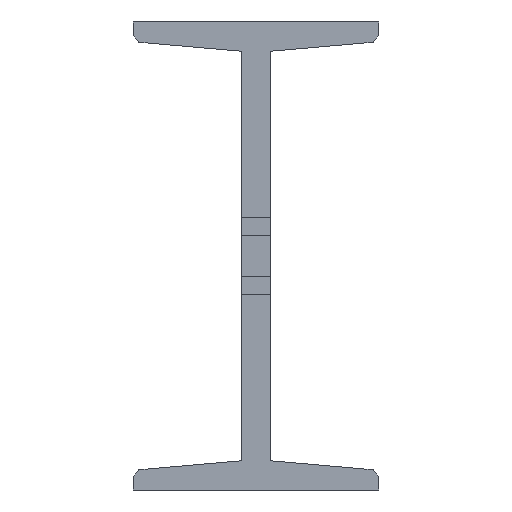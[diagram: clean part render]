
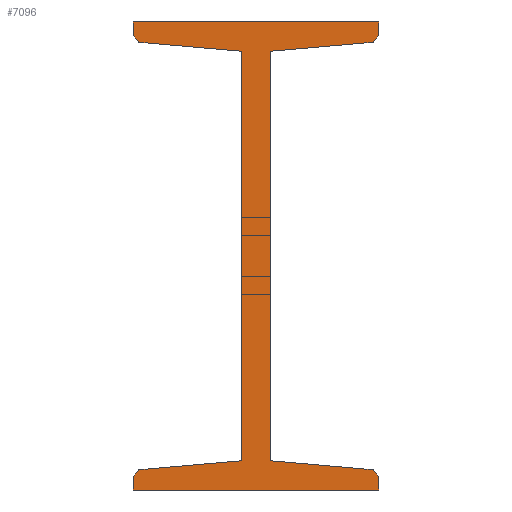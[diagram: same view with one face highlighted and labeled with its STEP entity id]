
A CAD part, front view. The second image highlights one B-rep face of the part: STEP entity #7096.
In plain terms, the highlighted planar face has unit normal (0, -1, 0).
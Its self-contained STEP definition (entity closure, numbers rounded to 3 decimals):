
#1=DIRECTION('',(0.,0.,1.));
#2=VECTOR('',#1,2.381);
#3=CARTESIAN_POINT('',(-21.,0.,-40.));
#4=LINE('',#3,#2);
#5=DIRECTION('',(0.996,0.,0.087));
#6=VECTOR('',#5,17.571);
#7=CARTESIAN_POINT('',(-20.004,0.,-36.531));
#8=LINE('',#7,#6);
#9=DIRECTION('',(0.,0.,1.));
#10=VECTOR('',#9,70.);
#11=CARTESIAN_POINT('',(-2.5,0.,-35.));
#12=LINE('',#11,#10);
#13=DIRECTION('',(-0.996,0.,0.087));
#14=VECTOR('',#13,17.571);
#15=CARTESIAN_POINT('',(-2.5,0.,35.));
#16=LINE('',#15,#14);
#17=DIRECTION('',(0.,0.,1.));
#18=VECTOR('',#17,2.381);
#19=CARTESIAN_POINT('',(-21.,0.,37.619));
#20=LINE('',#19,#18);
#21=DIRECTION('',(1.,0.,0.));
#22=VECTOR('',#21,42.);
#23=CARTESIAN_POINT('',(-21.,0.,40.));
#24=LINE('',#23,#22);
#25=DIRECTION('',(0.,0.,-1.));
#26=VECTOR('',#25,2.381);
#27=CARTESIAN_POINT('',(21.,0.,40.));
#28=LINE('',#27,#26);
#29=DIRECTION('',(-0.996,0.,-0.087));
#30=VECTOR('',#29,17.571);
#31=CARTESIAN_POINT('',(20.004,0.,36.531));
#32=LINE('',#31,#30);
#33=DIRECTION('',(0.,0.,-1.));
#34=VECTOR('',#33,70.);
#35=CARTESIAN_POINT('',(2.5,0.,35.));
#36=LINE('',#35,#34);
#37=DIRECTION('',(0.996,0.,-0.087));
#38=VECTOR('',#37,17.571);
#39=CARTESIAN_POINT('',(2.5,0.,-35.));
#40=LINE('',#39,#38);
#41=DIRECTION('',(0.,0.,-1.));
#42=VECTOR('',#41,2.381);
#43=CARTESIAN_POINT('',(21.,0.,-37.619));
#44=LINE('',#43,#42);
#45=DIRECTION('',(-1.,0.,0.));
#46=VECTOR('',#45,42.);
#47=CARTESIAN_POINT('',(21.,0.,-40.));
#48=LINE('',#47,#46);
#61=DIRECTION('',(-0.676,0.,0.737));
#62=VECTOR('',#61,1.475);
#63=CARTESIAN_POINT('',(21.,0.,-37.619));
#64=LINE('',#63,#62);
#1885=DIRECTION('',(0.676,0.,0.737));
#1886=VECTOR('',#1885,1.475);
#1887=CARTESIAN_POINT('',(20.004,0.,36.531));
#1888=LINE('',#1887,#1886);
#1909=DIRECTION('',(0.676,0.,-0.737));
#1910=VECTOR('',#1909,1.475);
#1911=CARTESIAN_POINT('',(-21.,0.,37.619));
#1912=LINE('',#1911,#1910);
#3733=DIRECTION('',(-0.676,0.,-0.737));
#3734=VECTOR('',#3733,1.475);
#3735=CARTESIAN_POINT('',(-20.004,0.,-36.531));
#3736=LINE('',#3735,#3734);
#5393=CARTESIAN_POINT('',(-21.,0.,40.));
#5394=CARTESIAN_POINT('',(21.,0.,40.));
#5395=VERTEX_POINT('',#5393);
#5396=VERTEX_POINT('',#5394);
#5397=CARTESIAN_POINT('',(21.,0.,-40.));
#5398=CARTESIAN_POINT('',(-21.,0.,-40.));
#5399=VERTEX_POINT('',#5397);
#5400=VERTEX_POINT('',#5398);
#5409=CARTESIAN_POINT('',(2.5,0.,-35.));
#5411=VERTEX_POINT('',#5409);
#5413=CARTESIAN_POINT('',(-2.5,0.,-35.));
#5415=VERTEX_POINT('',#5413);
#5417=CARTESIAN_POINT('',(2.5,0.,35.));
#5419=VERTEX_POINT('',#5417);
#5421=CARTESIAN_POINT('',(-2.5,0.,35.));
#5423=VERTEX_POINT('',#5421);
#5425=CARTESIAN_POINT('',(20.004,0.,36.531));
#5427=VERTEX_POINT('',#5425);
#5429=CARTESIAN_POINT('',(21.,0.,37.619));
#5431=VERTEX_POINT('',#5429);
#5433=CARTESIAN_POINT('',(-21.,0.,37.619));
#5435=VERTEX_POINT('',#5433);
#5437=CARTESIAN_POINT('',(-20.004,0.,36.531));
#5439=VERTEX_POINT('',#5437);
#5441=CARTESIAN_POINT('',(21.,0.,-37.619));
#5443=VERTEX_POINT('',#5441);
#5445=CARTESIAN_POINT('',(20.004,0.,-36.531));
#5447=VERTEX_POINT('',#5445);
#5449=CARTESIAN_POINT('',(-20.004,0.,-36.531));
#5451=VERTEX_POINT('',#5449);
#5453=CARTESIAN_POINT('',(-21.,0.,-37.619));
#5455=VERTEX_POINT('',#5453);
#7057=CARTESIAN_POINT('',(0.,0.,0.));
#7058=DIRECTION('',(0.,1.,0.));
#7059=DIRECTION('',(1.,0.,0.));
#7060=AXIS2_PLACEMENT_3D('',#7057,#7058,#7059);
#7061=PLANE('',#7060);
#7063=ORIENTED_EDGE('',*,*,#7062,.T.);
#7065=ORIENTED_EDGE('',*,*,#7064,.F.);
#7067=ORIENTED_EDGE('',*,*,#7066,.T.);
#7069=ORIENTED_EDGE('',*,*,#7068,.T.);
#7071=ORIENTED_EDGE('',*,*,#7070,.T.);
#7073=ORIENTED_EDGE('',*,*,#7072,.F.);
#7075=ORIENTED_EDGE('',*,*,#7074,.T.);
#7077=ORIENTED_EDGE('',*,*,#7076,.T.);
#7079=ORIENTED_EDGE('',*,*,#7078,.T.);
#7081=ORIENTED_EDGE('',*,*,#7080,.F.);
#7083=ORIENTED_EDGE('',*,*,#7082,.T.);
#7085=ORIENTED_EDGE('',*,*,#7084,.T.);
#7087=ORIENTED_EDGE('',*,*,#7086,.T.);
#7089=ORIENTED_EDGE('',*,*,#7088,.F.);
#7091=ORIENTED_EDGE('',*,*,#7090,.T.);
#7093=ORIENTED_EDGE('',*,*,#7092,.T.);
#7094=EDGE_LOOP('',(#7063,#7065,#7067,#7069,#7071,#7073,#7075,#7077,#7079,#7081,
#7083,#7085,#7087,#7089,#7091,#7093));
#7095=FACE_OUTER_BOUND('',#7094,.F.);
#7096=ADVANCED_FACE('',(#7095),#7061,.F.);
#7062=EDGE_CURVE('',#5400,#5455,#4,.T.);
#7064=EDGE_CURVE('',#5451,#5455,#3736,.T.);
#7066=EDGE_CURVE('',#5451,#5415,#8,.T.);
#7068=EDGE_CURVE('',#5415,#5423,#12,.T.);
#7070=EDGE_CURVE('',#5423,#5439,#16,.T.);
#7072=EDGE_CURVE('',#5435,#5439,#1912,.T.);
#7074=EDGE_CURVE('',#5435,#5395,#20,.T.);
#7076=EDGE_CURVE('',#5395,#5396,#24,.T.);
#7078=EDGE_CURVE('',#5396,#5431,#28,.T.);
#7080=EDGE_CURVE('',#5427,#5431,#1888,.T.);
#7082=EDGE_CURVE('',#5427,#5419,#32,.T.);
#7084=EDGE_CURVE('',#5419,#5411,#36,.T.);
#7086=EDGE_CURVE('',#5411,#5447,#40,.T.);
#7088=EDGE_CURVE('',#5443,#5447,#64,.T.);
#7090=EDGE_CURVE('',#5443,#5399,#44,.T.);
#7092=EDGE_CURVE('',#5399,#5400,#48,.T.);
